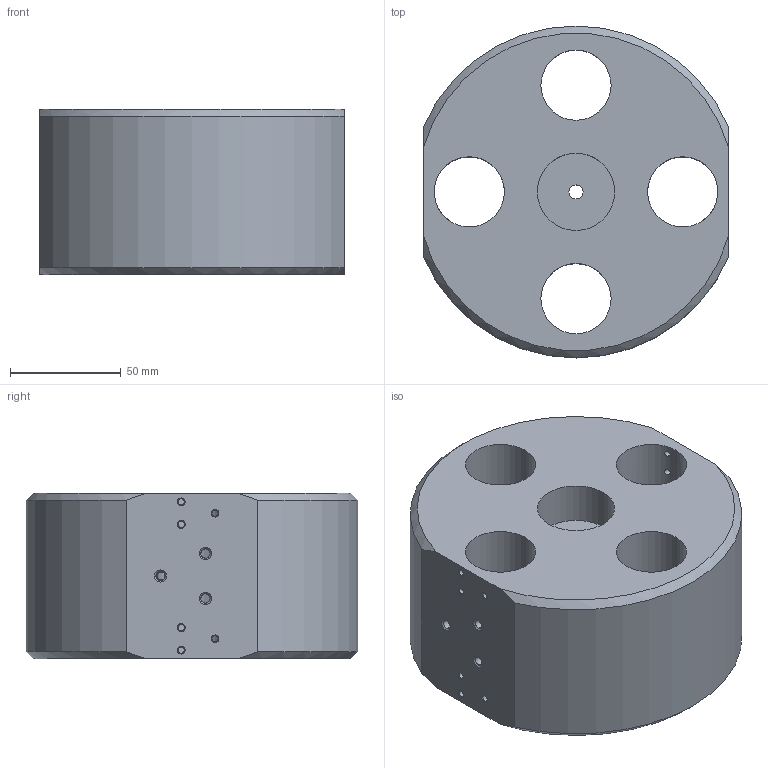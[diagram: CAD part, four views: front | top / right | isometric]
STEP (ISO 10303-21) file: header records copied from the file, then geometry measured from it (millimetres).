
FILE_DESCRIPTION (( 'STEP AP203' ), '1' );
FILE_NAME ('D0901792-v1_AdvLIGO_SUS_HSTS_Intermediate Mass.STEP', '2010-06-17T17:41:04', ( ' ' ), ( ' ' ), 'SwSTEP 2.0', 'SolidWorks 2009', '' );
FILE_SCHEMA (( 'CONFIG_CONTROL_DESIGN' ));
Length unit declared in the file: inch
Products named in the file (1): D0901792-v1_AdvLIGO_SUS_HSTS_Intermediate Mass
Bounding box: 137.77 x 150 x 75 mm (x, y, z)
Volume: 1008791.8 mm3; surface area: 97501.6 mm2
Topology: 1 solids, 1 shells, 108 faces, 276 edges, 172 vertices
Faces by surface type: cylinder 58, cone 42, plane 8
Entity records: 4285 total; most frequent: CARTESIAN_POINT 1501, DIRECTION 564, ORIENTED_EDGE 552, EDGE_CURVE 276, AXIS2_PLACEMENT_3D 231, VERTEX_POINT 172, EDGE_LOOP 156, CIRCLE 122
